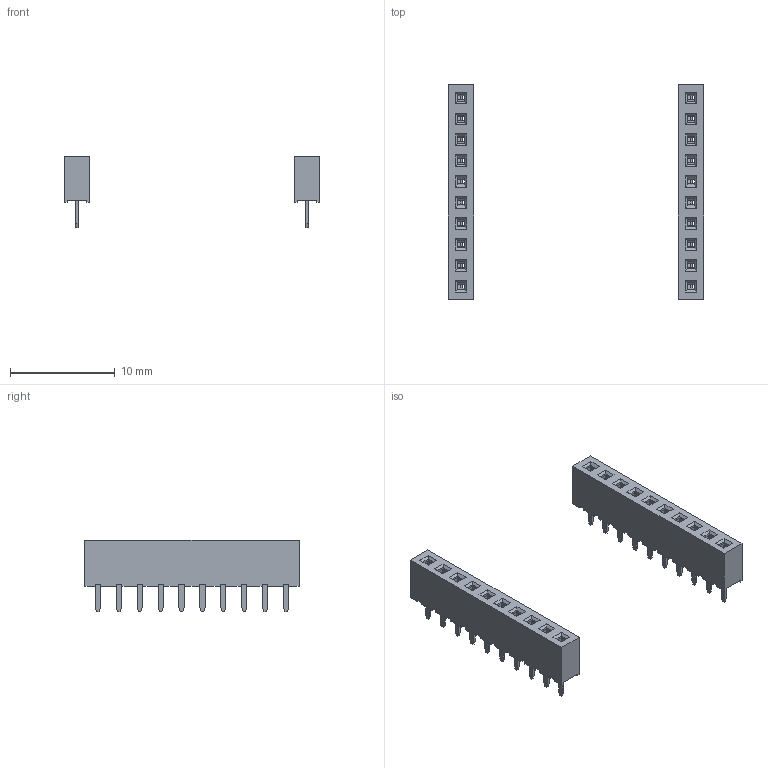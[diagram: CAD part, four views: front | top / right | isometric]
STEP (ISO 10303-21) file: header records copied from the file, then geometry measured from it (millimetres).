
FILE_DESCRIPTION (( 'STEP AP214' ), '1' );
FILE_NAME ('XBP24_SOCKET_ONLY.STEP', '2018-09-09T10:11:11', ( '' ), ( '' ), 'SwSTEP 2.0', 'SolidWorks 2018', '' );
FILE_SCHEMA (( 'AUTOMOTIVE_DESIGN' ));
Length unit declared in the file: millimetre
Products named in the file (5): M22-7131042.stp; XBP24_SOCKET_ONLY; M22-713_CONTACT.stp; M22-7131042; M22-71310_MOULD.stp
Assembly tree (14 placements, depth 4):
  XBP24_SOCKET_ONLY
    M22-7131042  x2
      M22-7131042.stp
        M22-71310_MOULD.stp
        M22-713_CONTACT.stp  x10
Bounding box: 24.4 x 20.5 x 6.8 mm (x, y, z)
Volume: 311.8 mm3; surface area: 1450 mm2
Topology: 22 solids, 22 shells, 2360 faces, 5648 edges, 3352 vertices
Faces by surface type: plane 1600, cylinder 760
Entity records: 12364 total; most frequent: CARTESIAN_POINT 2177, ORIENTED_EDGE 2084, DIRECTION 2056, EDGE_CURVE 1042, VECTOR 822, LINE 822, VERTEX_POINT 668, AXIS2_PLACEMENT_3D 617
